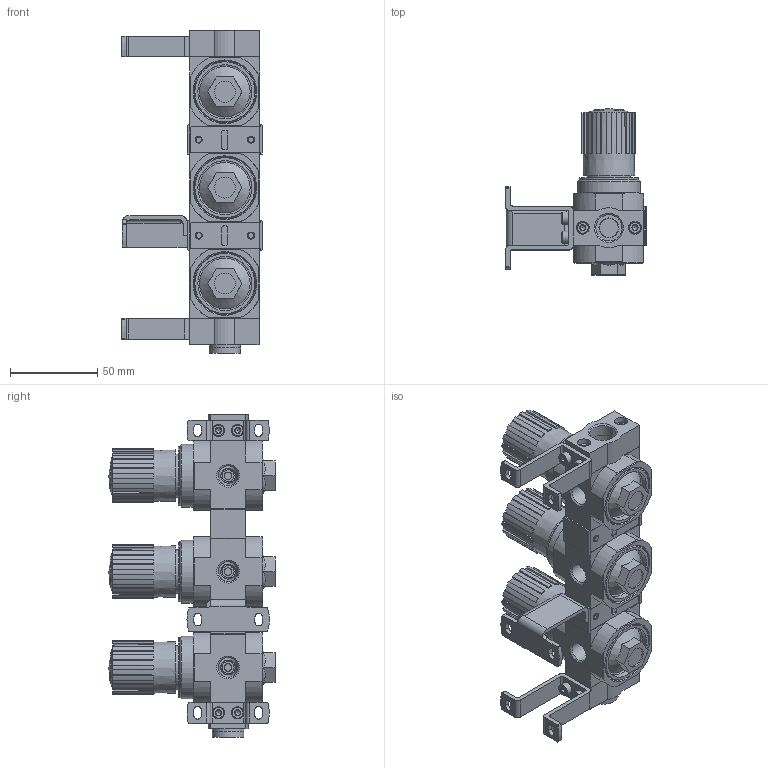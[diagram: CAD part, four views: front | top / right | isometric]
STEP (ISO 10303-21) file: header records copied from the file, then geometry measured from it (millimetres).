
FILE_DESCRIPTION(/* description */ ('STEP AP214'),/* implementation_level */ '2;1');
FILE_NAME(/* name */ '528969_LRB-3_8-D-7-O-K3-MINI',/* time_stamp */ '2024-09-04T22:22:58+02:00',/* author */ ('License CC BY-ND 4.0'),/* organization */ ('CADENAS'),/* preprocessor_version */ 'ST-DEVELOPER v19.3',/* originating_system */ 'PARTsolutions',/* authorisation */ ' ');
FILE_SCHEMA (('AUTOMOTIVE_DESIGN {1 0 10303 214 3 1 1}'));
Length unit declared in the file: millimetre
Products named in the file (15): 528969 LRB-3/8-D-7-O-K3-MINI---(0); 528969 LRB-3/8-D-7-O-K3-MINI---(0-Geh); 525034 LRBAS-3/8-D-MINI---(p); 525029 HRB-D-MINI---(p); DIN-912 - M4x8(F); 2224 O-1/4; DIN-908 G1/4A; DIN-912 - M4x14(F); 373845 LR-MINI; 529022 HRBC-D-MINIo; 529022 HRBC-D-MINIu; 680968 HRBC-D-MINI---(s); 525031 HRBK-D-MINI---(p); Senkschraube DIN 7991 M4x20; DIN-912 - M4x16(F)
Assembly tree (37 placements, depth 2):
  528969 LRB-3/8-D-7-O-K3-MINI---(0)
    528969 LRB-3/8-D-7-O-K3-MINI---(0-Geh)  x3
    525034 LRBAS-3/8-D-MINI---(p)  x2
    525029 HRB-D-MINI---(p)  x2
    DIN-912 - M4x8(F)  x4
    2224 O-1/4
    DIN-908 G1/4A
    DIN-912 - M4x14(F)  x4
    373845 LR-MINI  x3
    529022 HRBC-D-MINIo  x2
    529022 HRBC-D-MINIu  x2
    680968 HRBC-D-MINI---(s)  x8
    525031 HRBK-D-MINI---(p)
    Senkschraube DIN 7991 M4x20  x2
    DIN-912 - M4x16(F)  x2
Bounding box: 80.7 x 95.4 x 185 mm (x, y, z)
Volume: 322203.4 mm3; surface area: 102587.3 mm2
Topology: 37 solids, 37 shells, 1599 faces, 3858 edges, 2438 vertices
Faces by surface type: plane 878, cylinder 395, cone 259, torus 52, sphere 15
Full cylindrical faces by diameter (mm): 3.242 x20, 3.5 x8, 4 x20, 4.3 x17, 6.9 x3, 7 x10, 7.4 x4, 7.5 x4, 7.9 x1, 8 x2, 8.2 x3, 8.566 x3, 9 x16, 9.728 x3, 11 x5, 11.4 x2, 11.445 x3, 12 x3, 12.2 x3, 13.157 x1, 13.2 x1, 14.95 x2, 15.7 x2, 15.8 x3, 17.2 x2, 18 x2, 24.9 x3, 26.9 x3, 31 x3, 33.9 x3
Entity records: 20243 total; most frequent: CARTESIAN_POINT 3491, DIRECTION 3268, ORIENTED_EDGE 2866, EDGE_CURVE 1433, AXIS2_PLACEMENT_3D 1258, VERTEX_POINT 996, FACE_BOUND 849, EDGE_LOOP 840
